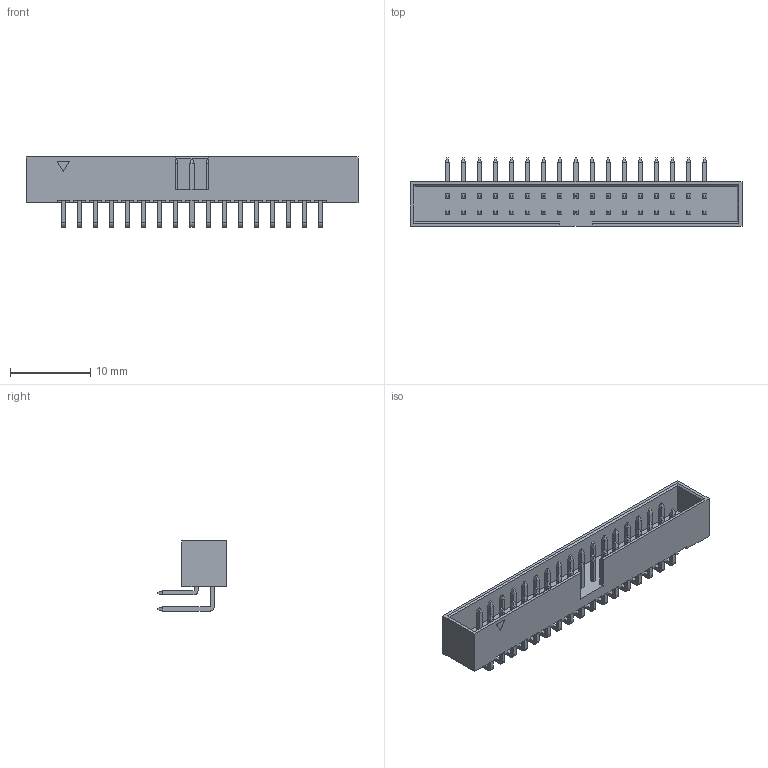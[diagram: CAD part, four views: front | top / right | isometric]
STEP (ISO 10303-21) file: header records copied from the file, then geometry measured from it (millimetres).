
FILE_DESCRIPTION(/* description */ ('Unknown'),/* implementation_level */ '2;1');
FILE_NAME(/* name */ '62503421721',/* time_stamp */ '2018-10-31T13:33:25+01:00',/* author */ ('Unknown'),/* organization */ ('Unknown'),/* preprocessor_version */ 'ST-DEVELOPER v16.7',/* originating_system */ 'DEX',/* authorisation */ $);
FILE_SCHEMA (('AUTOMOTIVE_DESIGN {1 0 10303 214 3 1 1}'));
Length unit declared in the file: millimetre
Products named in the file (4): 6250xx21721; 62503421621; 6250xx21721_PIN; 6250xx21721_PIN_LONG
Assembly tree (35 placements, depth 2):
  6250xx21721
    62503421621
    6250xx21721_PIN  x17
    6250xx21721_PIN_LONG  x17
Bounding box: 41.25 x 8.5 x 8.7 mm (x, y, z)
Volume: 631.5 mm3; surface area: 2286 mm2
Topology: 35 solids, 35 shells, 941 faces, 2334 edges, 1464 vertices
Faces by surface type: plane 907, cylinder 34
Entity records: 13262 total; most frequent: CARTESIAN_POINT 2343, ORIENTED_EDGE 2300, DIRECTION 2020, EDGE_CURVE 1150, LINE 1146, VECTOR 1146, VERTEX_POINT 760, EDGE_LOOP 466
